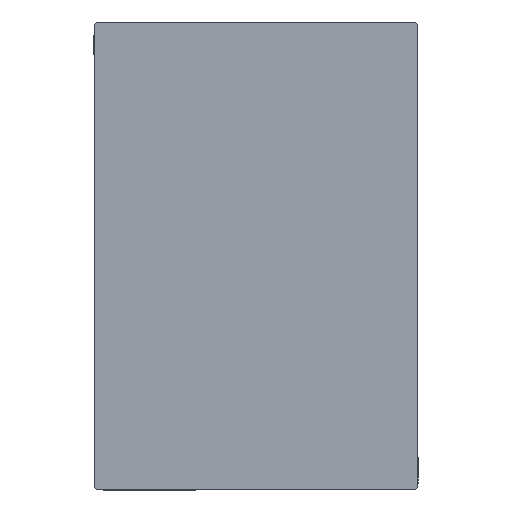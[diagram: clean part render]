
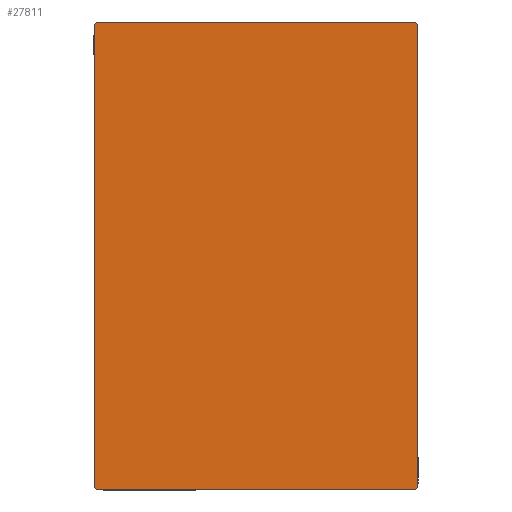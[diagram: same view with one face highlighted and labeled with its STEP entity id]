
A CAD part, left-side view. The second image highlights one B-rep face of the part: STEP entity #27811.
In plain terms, the highlighted face is planar.
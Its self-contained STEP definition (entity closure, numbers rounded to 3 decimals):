
#37 = LINE ( 'NONE', #20164, #37388 ) ;
#642 = ORIENTED_EDGE ( 'NONE', *, *, #21285, .T. ) ;
#918 = VERTEX_POINT ( 'NONE', #22082 ) ;
#1592 = VERTEX_POINT ( 'NONE', #44189 ) ;
#1793 = VECTOR ( 'NONE', #33330, 1000. ) ;
#2344 = VERTEX_POINT ( 'NONE', #16729 ) ;
#3114 = LINE ( 'NONE', #28228, #17106 ) ;
#4786 = VERTEX_POINT ( 'NONE', #32865 ) ;
#5363 = LINE ( 'NONE', #32090, #30180 ) ;
#6915 = ORIENTED_EDGE ( 'NONE', *, *, #44993, .T. ) ;
#7280 = VECTOR ( 'NONE', #36019, 1000. ) ;
#7409 = CARTESIAN_POINT ( 'NONE',  ( 70., 22.5, -32.5 ) ) ;
#8674 = VECTOR ( 'NONE', #31674, 1000. ) ;
#12023 = CARTESIAN_POINT ( 'NONE',  ( 70., 27.35, -27.35 ) ) ;
#12797 = EDGE_CURVE ( 'NONE', #1592, #37787, #45175, .T. ) ;
#12865 = ORIENTED_EDGE ( 'NONE', *, *, #12797, .T. ) ;
#14542 = EDGE_CURVE ( 'NONE', #37787, #35024, #15678, .T. ) ;
#14736 = DIRECTION ( 'NONE',  ( 0., -0.707, -0.707 ) ) ;
#15678 = LINE ( 'NONE', #12023, #7280 ) ;
#16729 = CARTESIAN_POINT ( 'NONE',  ( 70., -22.5, -32.2 ) ) ;
#17106 = VECTOR ( 'NONE', #42154, 1000. ) ;
#17482 = CARTESIAN_POINT ( 'NONE',  ( 70., 22.2, -32.5 ) ) ;
#17741 = CARTESIAN_POINT ( 'NONE',  ( 70., -22.5, -32.5 ) ) ;
#19171 = CARTESIAN_POINT ( 'NONE',  ( 70., 27.35, 27.35 ) ) ;
#20164 = CARTESIAN_POINT ( 'NONE',  ( 70., 22.5, 32.5 ) ) ;
#21285 = EDGE_CURVE ( 'NONE', #918, #4786, #37, .T. ) ;
#22082 = CARTESIAN_POINT ( 'NONE',  ( 70., 22.2, 32.5 ) ) ;
#22618 = LINE ( 'NONE', #29938, #22962 ) ;
#22940 = ORIENTED_EDGE ( 'NONE', *, *, #31605, .T. ) ;
#22962 = VECTOR ( 'NONE', #40197, 1000. ) ;
#23598 = AXIS2_PLACEMENT_3D ( 'NONE', #25509, #33008, #32565 ) ;
#23738 = CARTESIAN_POINT ( 'NONE',  ( 70., 22.5, -32.2 ) ) ;
#24270 = DIRECTION ( 'NONE',  ( 0., -1., 0. ) ) ;
#25326 = EDGE_CURVE ( 'NONE', #29003, #918, #43163, .T. ) ;
#25509 = CARTESIAN_POINT ( 'NONE',  ( 70., 0., 0. ) ) ;
#27031 = ORIENTED_EDGE ( 'NONE', *, *, #35730, .T. ) ;
#27811 = ADVANCED_FACE ( 'NONE', ( #43531 ), #36665, .T. ) ;
#28228 = CARTESIAN_POINT ( 'NONE',  ( 70., -27.35, -27.35 ) ) ;
#28437 = DIRECTION ( 'NONE',  ( 0., 0., 1. ) ) ;
#29003 = VERTEX_POINT ( 'NONE', #40345 ) ;
#29938 = CARTESIAN_POINT ( 'NONE',  ( 70., -22.5, 32.5 ) ) ;
#30180 = VECTOR ( 'NONE', #14736, 1000. ) ;
#31407 = LINE ( 'NONE', #7409, #36962 ) ;
#31605 = EDGE_CURVE ( 'NONE', #44940, #2344, #22618, .T. ) ;
#31674 = DIRECTION ( 'NONE',  ( 0., 1., 0. ) ) ;
#32090 = CARTESIAN_POINT ( 'NONE',  ( 70., -27.35, 27.35 ) ) ;
#32565 = DIRECTION ( 'NONE',  ( 0., 0., -1. ) ) ;
#32865 = CARTESIAN_POINT ( 'NONE',  ( 70., -22.2, 32.5 ) ) ;
#33008 = DIRECTION ( 'NONE',  ( 1., 0., 0. ) ) ;
#33330 = DIRECTION ( 'NONE',  ( 0., -0.707, 0.707 ) ) ;
#34828 = CARTESIAN_POINT ( 'NONE',  ( 70., -22.5, 32.2 ) ) ;
#35024 = VERTEX_POINT ( 'NONE', #23738 ) ;
#35730 = EDGE_CURVE ( 'NONE', #4786, #44940, #5363, .T. ) ;
#36019 = DIRECTION ( 'NONE',  ( 0., 0.707, 0.707 ) ) ;
#36024 = ORIENTED_EDGE ( 'NONE', *, *, #14542, .T. ) ;
#36665 = PLANE ( 'NONE',  #23598 ) ;
#36962 = VECTOR ( 'NONE', #28437, 1000. ) ;
#37388 = VECTOR ( 'NONE', #24270, 1000. ) ;
#37787 = VERTEX_POINT ( 'NONE', #17482 ) ;
#37848 = EDGE_CURVE ( 'NONE', #2344, #1592, #3114, .T. ) ;
#37918 = EDGE_LOOP ( 'NONE', ( #12865, #36024, #6915, #42081, #642, #27031, #22940, #43448 ) ) ;
#40197 = DIRECTION ( 'NONE',  ( 0., 0., -1. ) ) ;
#40345 = CARTESIAN_POINT ( 'NONE',  ( 70., 22.5, 32.2 ) ) ;
#42081 = ORIENTED_EDGE ( 'NONE', *, *, #25326, .T. ) ;
#42154 = DIRECTION ( 'NONE',  ( 0., 0.707, -0.707 ) ) ;
#43163 = LINE ( 'NONE', #19171, #1793 ) ;
#43448 = ORIENTED_EDGE ( 'NONE', *, *, #37848, .T. ) ;
#43531 = FACE_OUTER_BOUND ( 'NONE', #37918, .T. ) ;
#44189 = CARTESIAN_POINT ( 'NONE',  ( 70., -22.2, -32.5 ) ) ;
#44940 = VERTEX_POINT ( 'NONE', #34828 ) ;
#44993 = EDGE_CURVE ( 'NONE', #35024, #29003, #31407, .T. ) ;
#45175 = LINE ( 'NONE', #17741, #8674 ) ;
